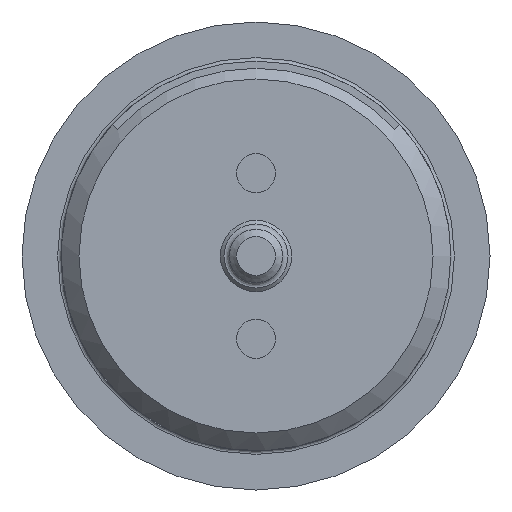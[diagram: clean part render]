
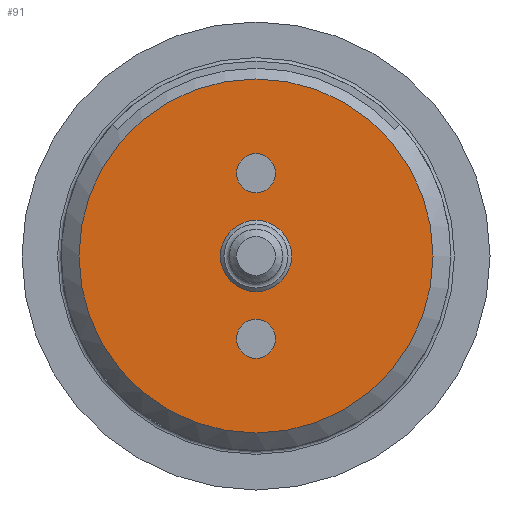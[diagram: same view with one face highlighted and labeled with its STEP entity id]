
A CAD part, left-side view. The second image highlights one B-rep face of the part: STEP entity #91.
In plain terms, the highlighted planar face has unit normal (-1, 0, 0).
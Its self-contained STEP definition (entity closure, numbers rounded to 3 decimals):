
#91 = ADVANCED_FACE( '', ( #218, #219, #220 ), #221, .T. );
#218 = FACE_BOUND( '', #412, .T. );
#219 = FACE_BOUND( '', #413, .T. );
#220 = FACE_OUTER_BOUND( '', #414, .T. );
#221 = PLANE( '', #415 );
#412 = EDGE_LOOP( '', ( #591 ) );
#413 = EDGE_LOOP( '', ( #592 ) );
#414 = EDGE_LOOP( '', ( #593 ) );
#415 = AXIS2_PLACEMENT_3D( '', #594, #595, #596 );
#591 = ORIENTED_EDGE( '', *, *, #864, .F. );
#592 = ORIENTED_EDGE( '', *, *, #865, .F. );
#593 = ORIENTED_EDGE( '', *, *, #866, .T. );
#594 = CARTESIAN_POINT( '', ( 0., 0., 0. ) );
#595 = DIRECTION( '', ( -1., 0., 0. ) );
#596 = DIRECTION( '', ( 0., -1., 0. ) );
#864 = EDGE_CURVE( '', #965, #965, #966, .T. );
#865 = EDGE_CURVE( '', #967, #967, #968, .T. );
#866 = EDGE_CURVE( '', #969, #969, #970, .T. );
#965 = VERTEX_POINT( '', #1105 );
#966 = CIRCLE( '', #1106, 1.1 );
#967 = VERTEX_POINT( '', #1107 );
#968 = CIRCLE( '', #1108, 1.1 );
#969 = VERTEX_POINT( '', #1109 );
#970 = CIRCLE( '', #1110, 9.95 );
#1105 = CARTESIAN_POINT( '', ( 0., 1.1, 4.65 ) );
#1106 = AXIS2_PLACEMENT_3D( '', #1255, #1256, #1257 );
#1107 = CARTESIAN_POINT( '', ( 0., 1.1, -4.65 ) );
#1108 = AXIS2_PLACEMENT_3D( '', #1258, #1259, #1260 );
#1109 = CARTESIAN_POINT( '', ( 0., -9.95, 0. ) );
#1110 = AXIS2_PLACEMENT_3D( '', #1261, #1262, #1263 );
#1255 = CARTESIAN_POINT( '', ( 0., 0., 4.65 ) );
#1256 = DIRECTION( '', ( -1., 0., 0. ) );
#1257 = DIRECTION( '', ( 0., 1., 0. ) );
#1258 = CARTESIAN_POINT( '', ( 0., 0., -4.65 ) );
#1259 = DIRECTION( '', ( -1., 0., 0. ) );
#1260 = DIRECTION( '', ( 0., 1., 0. ) );
#1261 = CARTESIAN_POINT( '', ( 0., 0., 0. ) );
#1262 = DIRECTION( '', ( -1., 0., 0. ) );
#1263 = DIRECTION( '', ( 0., -1., 0. ) );
